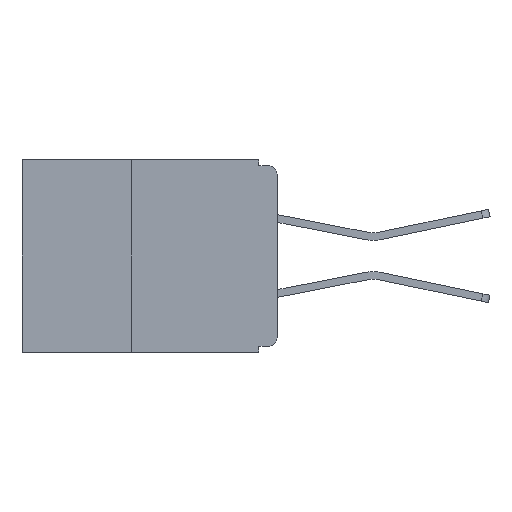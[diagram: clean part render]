
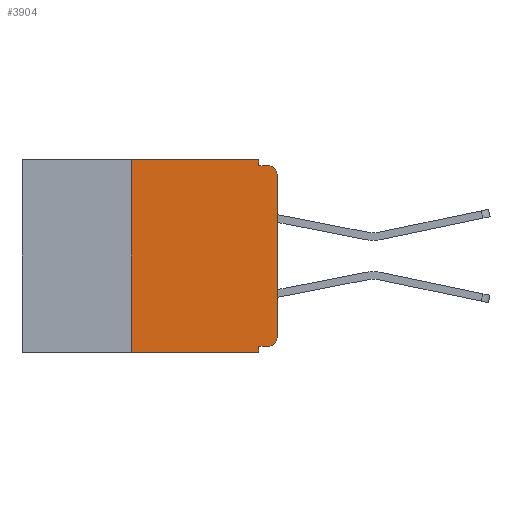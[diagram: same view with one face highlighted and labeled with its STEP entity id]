
A CAD part, left-side view. The second image highlights one B-rep face of the part: STEP entity #3904.
In plain terms, the highlighted planar face has unit normal (-1, 0, 0).
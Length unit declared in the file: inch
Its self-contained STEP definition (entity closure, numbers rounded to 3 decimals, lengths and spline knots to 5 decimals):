
#260 = DIRECTION ( 'NONE',  ( 0., 1., 0. ) ) ;
#290 = CARTESIAN_POINT ( 'NONE',  ( 0., 0., -0.32 ) ) ;
#355 = DIRECTION ( 'NONE',  ( 0., 0., -1. ) ) ;
#361 = DIRECTION ( 'NONE',  ( 1., 0., 0. ) ) ;
#473 = EDGE_CURVE ( 'NONE', #13286, #2874, #17795, .T. ) ;
#606 = EDGE_CURVE ( 'NONE', #20659, #9363, #24091, .T. ) ;
#623 = PLANE ( 'NONE',  #7376 ) ;
#725 = ORIENTED_EDGE ( 'NONE', *, *, #19932, .F. ) ;
#1092 = CARTESIAN_POINT ( 'NONE',  ( 0., 0.437, 0. ) ) ;
#1279 = VERTEX_POINT ( 'NONE', #7430 ) ;
#1284 = DIRECTION ( 'NONE',  ( 0., 0., -1. ) ) ;
#1866 = EDGE_CURVE ( 'NONE', #19285, #8035, #3383, .T. ) ;
#2640 = DIRECTION ( 'NONE',  ( 0., 0., 1. ) ) ;
#2767 = VECTOR ( 'NONE', #7834, 39.37008 ) ;
#2776 = DIRECTION ( 'NONE',  ( 0., 0., -1. ) ) ;
#2874 = VERTEX_POINT ( 'NONE', #4246 ) ;
#2973 = CARTESIAN_POINT ( 'NONE',  ( 0., 0.25, -0.33 ) ) ;
#3005 = EDGE_CURVE ( 'NONE', #21165, #17205, #21725, .T. ) ;
#3188 = CARTESIAN_POINT ( 'NONE',  ( 0., 0., 0. ) ) ;
#3249 = DIRECTION ( 'NONE',  ( -1., 0., 0. ) ) ;
#3281 = CARTESIAN_POINT ( 'NONE',  ( 0., 0.437, -0.33 ) ) ;
#3289 = ORIENTED_EDGE ( 'NONE', *, *, #473, .T. ) ;
#3383 = LINE ( 'NONE', #7942, #2767 ) ;
#3904 = ADVANCED_FACE ( 'NONE', ( #11414 ), #623, .F. ) ;
#4246 = CARTESIAN_POINT ( 'NONE',  ( 0., 0.015, -0.01 ) ) ;
#6610 = CARTESIAN_POINT ( 'NONE',  ( 0., 0.437, 0. ) ) ;
#6826 = CARTESIAN_POINT ( 'NONE',  ( 0., 0.25, -0.33 ) ) ;
#6900 = ORIENTED_EDGE ( 'NONE', *, *, #3005, .F. ) ;
#6945 = DIRECTION ( 'NONE',  ( 0., -1., 0. ) ) ;
#6950 = DIRECTION ( 'NONE',  ( 0., 0., 1. ) ) ;
#7023 = CARTESIAN_POINT ( 'NONE',  ( 0., 0.25, 0. ) ) ;
#7088 = ORIENTED_EDGE ( 'NONE', *, *, #21796, .T. ) ;
#7376 = AXIS2_PLACEMENT_3D ( 'NONE', #1092, #361, #355 ) ;
#7430 = CARTESIAN_POINT ( 'NONE',  ( 0., 0., -0.305 ) ) ;
#7630 = VECTOR ( 'NONE', #6945, 39.37008 ) ;
#7834 = DIRECTION ( 'NONE',  ( 0., 0., -1. ) ) ;
#7942 = CARTESIAN_POINT ( 'NONE',  ( 0., 0.031, 0. ) ) ;
#8035 = VERTEX_POINT ( 'NONE', #23406 ) ;
#8517 = DIRECTION ( 'NONE',  ( 0., -1., 0. ) ) ;
#8521 = DIRECTION ( 'NONE',  ( 0., 0., -1. ) ) ;
#8664 = VECTOR ( 'NONE', #6950, 39.37008 ) ;
#8963 = CARTESIAN_POINT ( 'NONE',  ( 0., 0.015, -0.025 ) ) ;
#9222 = EDGE_CURVE ( 'NONE', #9363, #19285, #21069, .T. ) ;
#9274 = ORIENTED_EDGE ( 'NONE', *, *, #9222, .F. ) ;
#9323 = EDGE_CURVE ( 'NONE', #8035, #2874, #17583, .T. ) ;
#9329 = VECTOR ( 'NONE', #2640, 39.37008 ) ;
#9363 = VERTEX_POINT ( 'NONE', #7023 ) ;
#9411 = VECTOR ( 'NONE', #14599, 39.37008 ) ;
#11321 = ORIENTED_EDGE ( 'NONE', *, *, #1866, .F. ) ;
#11414 = FACE_OUTER_BOUND ( 'NONE', #14561, .T. ) ;
#12279 = VECTOR ( 'NONE', #8521, 39.37008 ) ;
#12504 = VERTEX_POINT ( 'NONE', #14423 ) ;
#12540 = DIRECTION ( 'NONE',  ( -1., 0., 0. ) ) ;
#13243 = ORIENTED_EDGE ( 'NONE', *, *, #9323, .F. ) ;
#13286 = VERTEX_POINT ( 'NONE', #21617 ) ;
#13847 = CARTESIAN_POINT ( 'NONE',  ( 0., 0.031, 0. ) ) ;
#14423 = CARTESIAN_POINT ( 'NONE',  ( 0., 0.031, -0.33 ) ) ;
#14561 = EDGE_LOOP ( 'NONE', ( #7088, #3289, #13243, #11321, #9274, #16006, #23760, #725, #6900, #15835 ) ) ;
#14599 = DIRECTION ( 'NONE',  ( 0., -1., 0. ) ) ;
#14901 = CARTESIAN_POINT ( 'NONE',  ( 0., 0.031, -0.32 ) ) ;
#14972 = VECTOR ( 'NONE', #8517, 39.37008 ) ;
#15835 = ORIENTED_EDGE ( 'NONE', *, *, #22248, .T. ) ;
#16006 = ORIENTED_EDGE ( 'NONE', *, *, #606, .F. ) ;
#16323 = CARTESIAN_POINT ( 'NONE',  ( 0., 0., -0.01 ) ) ;
#16825 = VECTOR ( 'NONE', #260, 39.37008 ) ;
#17205 = VERTEX_POINT ( 'NONE', #14901 ) ;
#17258 = LINE ( 'NONE', #17842, #12279 ) ;
#17583 = LINE ( 'NONE', #16323, #7630 ) ;
#17795 = CIRCLE ( 'NONE', #19473, 0.015 ) ;
#17842 = CARTESIAN_POINT ( 'NONE',  ( 0., 0.031, -0.33 ) ) ;
#19202 = LINE ( 'NONE', #3188, #8664 ) ;
#19285 = VERTEX_POINT ( 'NONE', #13847 ) ;
#19422 = AXIS2_PLACEMENT_3D ( 'NONE', #23591, #12540, #1284 ) ;
#19473 = AXIS2_PLACEMENT_3D ( 'NONE', #8963, #3249, #2776 ) ;
#19932 = EDGE_CURVE ( 'NONE', #17205, #12504, #17258, .T. ) ;
#20507 = LINE ( 'NONE', #3281, #9411 ) ;
#20578 = CIRCLE ( 'NONE', #19422, 0.015 ) ;
#20659 = VERTEX_POINT ( 'NONE', #6826 ) ;
#21069 = LINE ( 'NONE', #6610, #14972 ) ;
#21165 = VERTEX_POINT ( 'NONE', #21593 ) ;
#21593 = CARTESIAN_POINT ( 'NONE',  ( 0., 0.015, -0.32 ) ) ;
#21617 = CARTESIAN_POINT ( 'NONE',  ( 0., 0., -0.025 ) ) ;
#21725 = LINE ( 'NONE', #290, #16825 ) ;
#21796 = EDGE_CURVE ( 'NONE', #1279, #13286, #19202, .T. ) ;
#22248 = EDGE_CURVE ( 'NONE', #21165, #1279, #20578, .T. ) ;
#23406 = CARTESIAN_POINT ( 'NONE',  ( 0., 0.031, -0.01 ) ) ;
#23573 = EDGE_CURVE ( 'NONE', #20659, #12504, #20507, .T. ) ;
#23591 = CARTESIAN_POINT ( 'NONE',  ( 0., 0.015, -0.305 ) ) ;
#23760 = ORIENTED_EDGE ( 'NONE', *, *, #23573, .T. ) ;
#24091 = LINE ( 'NONE', #2973, #9329 ) ;
